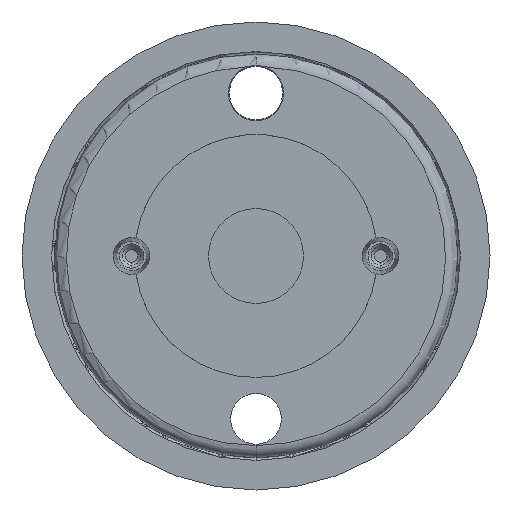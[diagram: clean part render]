
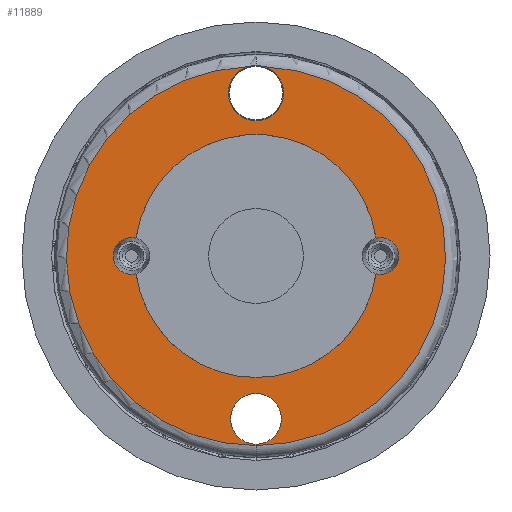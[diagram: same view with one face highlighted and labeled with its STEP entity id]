
A CAD part, front view. The second image highlights one B-rep face of the part: STEP entity #11889.
In plain terms, the highlighted planar face has unit normal (0, -1, 0).
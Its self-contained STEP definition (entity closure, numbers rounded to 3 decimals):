
#88 = DIRECTION ( 'NONE',  ( 0., 1., 0. ) ) ;
#358 = DIRECTION ( 'NONE',  ( 0., 0., -1. ) ) ;
#674 = CIRCLE ( 'NONE', #17996, 20.5 ) ;
#704 = CARTESIAN_POINT ( 'NONE',  ( 0., 0., -27.5 ) ) ;
#757 = ORIENTED_EDGE ( 'NONE', *, *, #10341, .T. ) ;
#901 = CARTESIAN_POINT ( 'NONE',  ( 0., 0., -23.226 ) ) ;
#984 = DIRECTION ( 'NONE',  ( 0., 0., -1. ) ) ;
#1018 = VERTEX_POINT ( 'NONE', #9933 ) ;
#1027 = CARTESIAN_POINT ( 'NONE',  ( 21., 0., 3.11 ) ) ;
#1038 = CARTESIAN_POINT ( 'NONE',  ( 21., 0., 0. ) ) ;
#1115 = CARTESIAN_POINT ( 'NONE',  ( 0., 0., -20.5 ) ) ;
#1158 = DIRECTION ( 'NONE',  ( 0., -1., 0. ) ) ;
#1226 = VERTEX_POINT ( 'NONE', #12180 ) ;
#1361 = AXIS2_PLACEMENT_3D ( 'NONE', #7607, #17859, #9089 ) ;
#1381 = CIRCLE ( 'NONE', #4557, 3.11 ) ;
#1413 = AXIS2_PLACEMENT_3D ( 'NONE', #9070, #14935, #6160 ) ;
#1538 = VERTEX_POINT ( 'NONE', #1115 ) ;
#1553 = ORIENTED_EDGE ( 'NONE', *, *, #7816, .F. ) ;
#1556 = VERTEX_POINT ( 'NONE', #5491 ) ;
#1672 = CIRCLE ( 'NONE', #1361, 4.661 ) ;
#1961 = AXIS2_PLACEMENT_3D ( 'NONE', #11686, #2885, #13124 ) ;
#1983 = VERTEX_POINT ( 'NONE', #1027 ) ;
#2189 = DIRECTION ( 'NONE',  ( 0., 0., 1. ) ) ;
#2308 = ORIENTED_EDGE ( 'NONE', *, *, #9873, .T. ) ;
#2337 = CIRCLE ( 'NONE', #6388, 3.11 ) ;
#2383 = CARTESIAN_POINT ( 'NONE',  ( 21., 0., 0. ) ) ;
#2505 = DIRECTION ( 'NONE',  ( 0., 0., -1. ) ) ;
#2549 = CARTESIAN_POINT ( 'NONE',  ( 0., 0., 0. ) ) ;
#2606 = ORIENTED_EDGE ( 'NONE', *, *, #14636, .F. ) ;
#2656 = FACE_BOUND ( 'NONE', #16921, .T. ) ;
#2885 = DIRECTION ( 'NONE',  ( 0., -1., 0. ) ) ;
#3270 = CARTESIAN_POINT ( 'NONE',  ( -20.276, 0., -3.024 ) ) ;
#3653 = AXIS2_PLACEMENT_3D ( 'NONE', #5553, #15832, #7055 ) ;
#3859 = DIRECTION ( 'NONE',  ( 0., 0., -1. ) ) ;
#3903 = ORIENTED_EDGE ( 'NONE', *, *, #17403, .T. ) ;
#4026 = DIRECTION ( 'NONE',  ( 0., 0., -1. ) ) ;
#4285 = ORIENTED_EDGE ( 'NONE', *, *, #16293, .T. ) ;
#4324 = EDGE_CURVE ( 'NONE', #5537, #11176, #2337, .T. ) ;
#4557 = AXIS2_PLACEMENT_3D ( 'NONE', #2383, #12637, #3859 ) ;
#4599 = VERTEX_POINT ( 'NONE', #14853 ) ;
#5491 = CARTESIAN_POINT ( 'NONE',  ( 0., 0., -32. ) ) ;
#5533 = CIRCLE ( 'NONE', #19082, 4.274 ) ;
#5537 = VERTEX_POINT ( 'NONE', #6695 ) ;
#5553 = CARTESIAN_POINT ( 'NONE',  ( 0., 0., 0. ) ) ;
#5577 = VERTEX_POINT ( 'NONE', #6949 ) ;
#5706 = CIRCLE ( 'NONE', #10515, 32. ) ;
#5924 = ORIENTED_EDGE ( 'NONE', *, *, #15019, .F. ) ;
#6160 = DIRECTION ( 'NONE',  ( 0., 0., -1. ) ) ;
#6276 = AXIS2_PLACEMENT_3D ( 'NONE', #9976, #1158, #11419 ) ;
#6388 = AXIS2_PLACEMENT_3D ( 'NONE', #16965, #8180, #18444 ) ;
#6621 = CARTESIAN_POINT ( 'NONE',  ( 0., 0., 22.839 ) ) ;
#6695 = CARTESIAN_POINT ( 'NONE',  ( -21., 0., -3.11 ) ) ;
#6949 = CARTESIAN_POINT ( 'NONE',  ( -20.276, 0., 3.024 ) ) ;
#7052 = EDGE_CURVE ( 'NONE', #1983, #1226, #18248, .T. ) ;
#7055 = DIRECTION ( 'NONE',  ( 0., 0., -1. ) ) ;
#7140 = CARTESIAN_POINT ( 'NONE',  ( 0., 0., 0. ) ) ;
#7219 = EDGE_CURVE ( 'NONE', #18024, #4599, #1672, .T. ) ;
#7413 = DIRECTION ( 'NONE',  ( 0., 1., 0. ) ) ;
#7427 = EDGE_CURVE ( 'NONE', #13311, #10791, #5533, .T. ) ;
#7538 = ORIENTED_EDGE ( 'NONE', *, *, #12900, .F. ) ;
#7607 = CARTESIAN_POINT ( 'NONE',  ( 0., 0., 27.5 ) ) ;
#7633 = CARTESIAN_POINT ( 'NONE',  ( 1.311, 0., 31.973 ) ) ;
#7816 = EDGE_CURVE ( 'NONE', #1018, #1983, #1381, .T. ) ;
#8180 = DIRECTION ( 'NONE',  ( 0., -1., 0. ) ) ;
#8191 = EDGE_CURVE ( 'NONE', #1226, #5577, #674, .T. ) ;
#8471 = CIRCLE ( 'NONE', #19065, 32. ) ;
#8613 = DIRECTION ( 'NONE',  ( 0., 0., -1. ) ) ;
#8773 = DIRECTION ( 'NONE',  ( 0., -1., 0. ) ) ;
#8925 = CARTESIAN_POINT ( 'NONE',  ( 0., 0., -27.5 ) ) ;
#9070 = CARTESIAN_POINT ( 'NONE',  ( 20.5, 0., 0. ) ) ;
#9089 = DIRECTION ( 'NONE',  ( 0., 0., 1. ) ) ;
#9184 = AXIS2_PLACEMENT_3D ( 'NONE', #7140, #17402, #8613 ) ;
#9203 = DIRECTION ( 'NONE',  ( 0., -1., 0. ) ) ;
#9374 = AXIS2_PLACEMENT_3D ( 'NONE', #16187, #7413, #17675 ) ;
#9379 = CIRCLE ( 'NONE', #14082, 3.11 ) ;
#9810 = DIRECTION ( 'NONE',  ( 0., -1., 0. ) ) ;
#9873 = EDGE_CURVE ( 'NONE', #10791, #13311, #16750, .T. ) ;
#9933 = CARTESIAN_POINT ( 'NONE',  ( 21., 0., -3.11 ) ) ;
#9976 = CARTESIAN_POINT ( 'NONE',  ( -21., 0., 0. ) ) ;
#10179 = ORIENTED_EDGE ( 'NONE', *, *, #7052, .F. ) ;
#10341 = EDGE_CURVE ( 'NONE', #1556, #16967, #5706, .T. ) ;
#10390 = DIRECTION ( 'NONE',  ( 0., 0., 1. ) ) ;
#10406 = ORIENTED_EDGE ( 'NONE', *, *, #7427, .T. ) ;
#10460 = CARTESIAN_POINT ( 'NONE',  ( 0., 0., -31.774 ) ) ;
#10515 = AXIS2_PLACEMENT_3D ( 'NONE', #17981, #9203, #358 ) ;
#10615 = EDGE_CURVE ( 'NONE', #11176, #1538, #14171, .T. ) ;
#10791 = VERTEX_POINT ( 'NONE', #10460 ) ;
#10881 = AXIS2_PLACEMENT_3D ( 'NONE', #704, #10990, #2189 ) ;
#10990 = DIRECTION ( 'NONE',  ( 0., 1., 0. ) ) ;
#11176 = VERTEX_POINT ( 'NONE', #3270 ) ;
#11312 = DIRECTION ( 'NONE',  ( 0., -1., 0. ) ) ;
#11388 = VERTEX_POINT ( 'NONE', #15936 ) ;
#11419 = DIRECTION ( 'NONE',  ( 0., 0., -1. ) ) ;
#11524 = CARTESIAN_POINT ( 'NONE',  ( 20.276, 0., -3.024 ) ) ;
#11554 = AXIS2_PLACEMENT_3D ( 'NONE', #1038, #11312, #2505 ) ;
#11686 = CARTESIAN_POINT ( 'NONE',  ( 21., 0., 0. ) ) ;
#11752 = ORIENTED_EDGE ( 'NONE', *, *, #7219, .T. ) ;
#11889 = ADVANCED_FACE ( 'NONE', ( #17847, #2656, #18326 ), #17659, .T. ) ;
#12180 = CARTESIAN_POINT ( 'NONE',  ( 20.276, 0., 3.024 ) ) ;
#12634 = ORIENTED_EDGE ( 'NONE', *, *, #4324, .F. ) ;
#12637 = DIRECTION ( 'NONE',  ( 0., -1., 0. ) ) ;
#12795 = DIRECTION ( 'NONE',  ( 0., -1., 0. ) ) ;
#12803 = ORIENTED_EDGE ( 'NONE', *, *, #17409, .F. ) ;
#12900 = EDGE_CURVE ( 'NONE', #11388, #5537, #9379, .T. ) ;
#13124 = DIRECTION ( 'NONE',  ( 0., 0., -1. ) ) ;
#13311 = VERTEX_POINT ( 'NONE', #901 ) ;
#14082 = AXIS2_PLACEMENT_3D ( 'NONE', #18602, #9810, #984 ) ;
#14171 = CIRCLE ( 'NONE', #9184, 20.5 ) ;
#14236 = CIRCLE ( 'NONE', #3653, 20.5 ) ;
#14636 = EDGE_CURVE ( 'NONE', #1538, #16578, #14236, .T. ) ;
#14735 = EDGE_LOOP ( 'NONE', ( #4285, #11752, #3903, #757 ) ) ;
#14853 = CARTESIAN_POINT ( 'NONE',  ( -1.311, 0., 31.973 ) ) ;
#14935 = DIRECTION ( 'NONE',  ( 0., -1., 0. ) ) ;
#15019 = EDGE_CURVE ( 'NONE', #5577, #11388, #18403, .T. ) ;
#15133 = CIRCLE ( 'NONE', #9374, 4.661 ) ;
#15182 = EDGE_LOOP ( 'NONE', ( #5924, #17121, #10179, #1553, #12803, #2606, #16638, #12634, #7538 ) ) ;
#15832 = DIRECTION ( 'NONE',  ( 0., -1., 0. ) ) ;
#15936 = CARTESIAN_POINT ( 'NONE',  ( -21., 0., 3.11 ) ) ;
#16187 = CARTESIAN_POINT ( 'NONE',  ( 0., 0., 27.5 ) ) ;
#16264 = CIRCLE ( 'NONE', #1961, 3.11 ) ;
#16293 = EDGE_CURVE ( 'NONE', #16967, #18024, #15133, .T. ) ;
#16578 = VERTEX_POINT ( 'NONE', #11524 ) ;
#16638 = ORIENTED_EDGE ( 'NONE', *, *, #10615, .F. ) ;
#16750 = CIRCLE ( 'NONE', #10881, 4.274 ) ;
#16921 = EDGE_LOOP ( 'NONE', ( #10406, #2308 ) ) ;
#16965 = CARTESIAN_POINT ( 'NONE',  ( -21., 0., 0. ) ) ;
#16967 = VERTEX_POINT ( 'NONE', #7633 ) ;
#17121 = ORIENTED_EDGE ( 'NONE', *, *, #8191, .F. ) ;
#17402 = DIRECTION ( 'NONE',  ( 0., -1., 0. ) ) ;
#17403 = EDGE_CURVE ( 'NONE', #4599, #1556, #8471, .T. ) ;
#17409 = EDGE_CURVE ( 'NONE', #16578, #1018, #16264, .T. ) ;
#17559 = CARTESIAN_POINT ( 'NONE',  ( 0., 0., 0. ) ) ;
#17659 = PLANE ( 'NONE',  #1413 ) ;
#17675 = DIRECTION ( 'NONE',  ( 0., 0., 1. ) ) ;
#17847 = FACE_BOUND ( 'NONE', #15182, .T. ) ;
#17859 = DIRECTION ( 'NONE',  ( 0., 1., 0. ) ) ;
#17981 = CARTESIAN_POINT ( 'NONE',  ( 0., 0., 0. ) ) ;
#17996 = AXIS2_PLACEMENT_3D ( 'NONE', #2549, #12795, #4026 ) ;
#18024 = VERTEX_POINT ( 'NONE', #6621 ) ;
#18248 = CIRCLE ( 'NONE', #11554, 3.11 ) ;
#18326 = FACE_OUTER_BOUND ( 'NONE', #14735, .T. ) ;
#18403 = CIRCLE ( 'NONE', #6276, 3.11 ) ;
#18444 = DIRECTION ( 'NONE',  ( 0., 0., -1. ) ) ;
#18602 = CARTESIAN_POINT ( 'NONE',  ( -21., 0., 0. ) ) ;
#19023 = DIRECTION ( 'NONE',  ( 0., 0., -1. ) ) ;
#19065 = AXIS2_PLACEMENT_3D ( 'NONE', #17559, #8773, #19023 ) ;
#19082 = AXIS2_PLACEMENT_3D ( 'NONE', #8925, #88, #10390 ) ;
